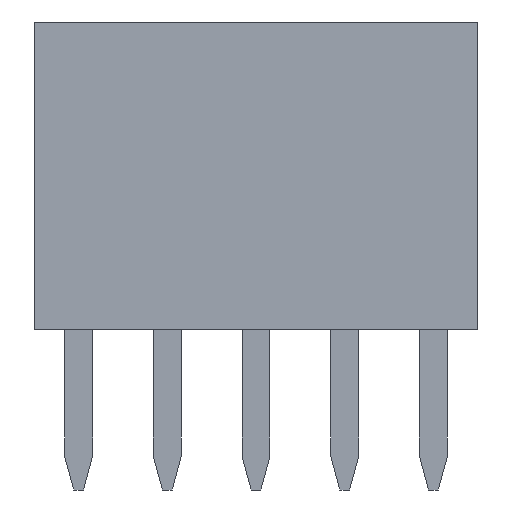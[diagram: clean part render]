
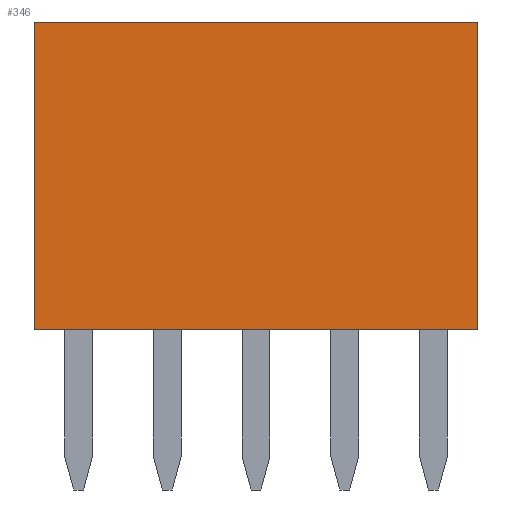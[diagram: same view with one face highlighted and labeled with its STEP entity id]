
A CAD part, front view. The second image highlights one B-rep face of the part: STEP entity #346.
In plain terms, the highlighted planar face has unit normal (0, -1, 0).
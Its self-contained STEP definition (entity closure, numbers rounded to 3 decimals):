
#346=ADVANCED_FACE('',(#3182),#3184,.T.);
#3182=FACE_BOUND('',#3183,.T.);
#3183=EDGE_LOOP('',(#5419,#5420,#5421,#5422));
#3184=PLANE('',#3185);
#3185=AXIS2_PLACEMENT_3D('',#3186,#3187,#3188);
#3186=CARTESIAN_POINT('',(-0.635,-0.9,0.));
#3187=DIRECTION('',(0.,-1.,0.));
#3188=DIRECTION('',(1.,0.,0.));
#5419=ORIENTED_EDGE('',*,*,#6986,.T.);
#5420=ORIENTED_EDGE('',*,*,#7032,.T.);
#5421=ORIENTED_EDGE('',*,*,#7033,.F.);
#5422=ORIENTED_EDGE('',*,*,#6991,.F.);
#6986=EDGE_CURVE('',#7879,#7877,#7880,.T.);
#6991=EDGE_CURVE('',#7879,#7887,#7888,.T.);
#7032=EDGE_CURVE('',#7877,#7950,#7952,.T.);
#7033=EDGE_CURVE('',#7887,#7950,#7953,.T.);
#7877=VERTEX_POINT('',#9365);
#7879=VERTEX_POINT('',#9369);
#7880=LINE('',#9370,#9371);
#7887=VERTEX_POINT('',#9387);
#7888=LINE('',#9388,#9389);
#7950=VERTEX_POINT('',#9530);
#7952=LINE('',#9534,#9535);
#7953=LINE('',#9537,#9538);
#9365=CARTESIAN_POINT('',(5.715,-0.9,0.));
#9369=CARTESIAN_POINT('',(-0.635,-0.9,0.));
#9370=CARTESIAN_POINT('',(-0.635,-0.9,0.));
#9371=VECTOR('',#9372,1.);
#9372=DIRECTION('',(1.,0.,0.));
#9387=CARTESIAN_POINT('',(-0.635,-0.9,4.4));
#9388=CARTESIAN_POINT('',(-0.635,-0.9,0.));
#9389=VECTOR('',#9390,1.);
#9390=DIRECTION('',(0.,0.,1.));
#9530=CARTESIAN_POINT('',(5.715,-0.9,4.4));
#9534=CARTESIAN_POINT('',(5.715,-0.9,0.));
#9535=VECTOR('',#9536,1.);
#9536=DIRECTION('',(0.,0.,1.));
#9537=CARTESIAN_POINT('',(-0.635,-0.9,4.4));
#9538=VECTOR('',#9539,1.);
#9539=DIRECTION('',(1.,0.,0.));
